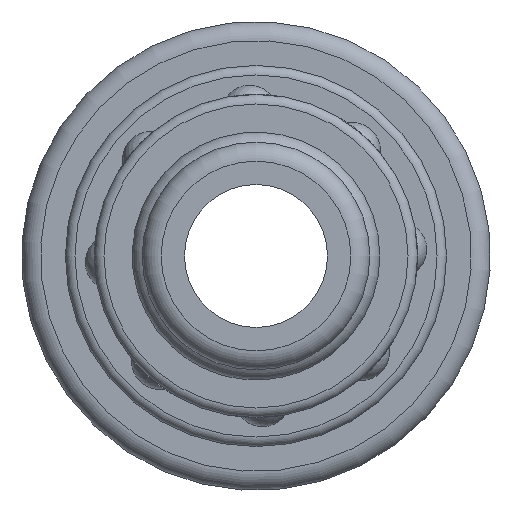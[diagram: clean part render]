
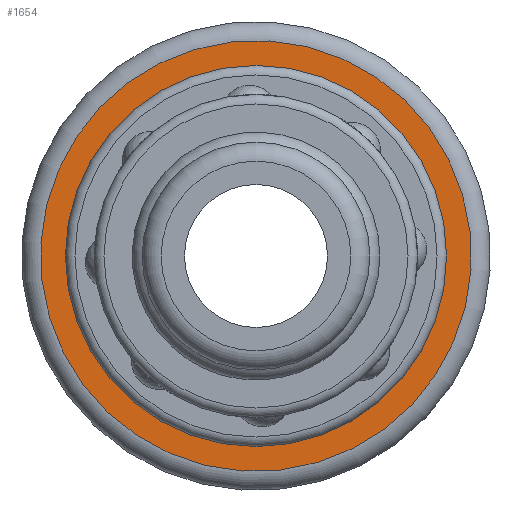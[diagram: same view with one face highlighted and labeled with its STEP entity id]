
A CAD part, left-side view. The second image highlights one B-rep face of the part: STEP entity #1654.
In plain terms, the highlighted planar face has unit normal (-1, 0, 0).
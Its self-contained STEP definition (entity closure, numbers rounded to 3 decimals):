
#90=FACE_BOUND('',#245,.T.);
#115=PLANE('',#1778);
#140=FACE_OUTER_BOUND('',#244,.T.);
#244=EDGE_LOOP('',(#1042));
#245=EDGE_LOOP('',(#1043,#1044,#1045,#1046,#1047,#1048,#1049,#1050,#1051,
#1052,#1053,#1054));
#373=LINE('',#2594,#435);
#374=LINE('',#2598,#436);
#375=LINE('',#2602,#437);
#376=LINE('',#2606,#438);
#377=LINE('',#2610,#439);
#378=LINE('',#2613,#440);
#435=VECTOR('',#2037,10.);
#436=VECTOR('',#2040,10.);
#437=VECTOR('',#2043,10.);
#438=VECTOR('',#2046,10.);
#439=VECTOR('',#2049,10.);
#440=VECTOR('',#2052,10.);
#498=CIRCLE('',#1779,11.301);
#499=CIRCLE('',#1780,8.3);
#500=CIRCLE('',#1781,8.3);
#501=CIRCLE('',#1782,8.3);
#502=CIRCLE('',#1783,8.3);
#503=CIRCLE('',#1784,8.3);
#504=CIRCLE('',#1785,8.3);
#641=VERTEX_POINT('',#2588);
#642=VERTEX_POINT('',#2590);
#643=VERTEX_POINT('',#2591);
#644=VERTEX_POINT('',#2593);
#645=VERTEX_POINT('',#2595);
#646=VERTEX_POINT('',#2597);
#647=VERTEX_POINT('',#2599);
#648=VERTEX_POINT('',#2601);
#649=VERTEX_POINT('',#2603);
#650=VERTEX_POINT('',#2605);
#651=VERTEX_POINT('',#2607);
#652=VERTEX_POINT('',#2609);
#653=VERTEX_POINT('',#2611);
#802=EDGE_CURVE('',#641,#641,#498,.T.);
#803=EDGE_CURVE('',#642,#643,#499,.T.);
#804=EDGE_CURVE('',#642,#644,#373,.T.);
#805=EDGE_CURVE('',#645,#644,#500,.T.);
#806=EDGE_CURVE('',#645,#646,#374,.T.);
#807=EDGE_CURVE('',#647,#646,#501,.T.);
#808=EDGE_CURVE('',#647,#648,#375,.T.);
#809=EDGE_CURVE('',#649,#648,#502,.T.);
#810=EDGE_CURVE('',#649,#650,#376,.T.);
#811=EDGE_CURVE('',#651,#650,#503,.T.);
#812=EDGE_CURVE('',#651,#652,#377,.T.);
#813=EDGE_CURVE('',#653,#652,#504,.T.);
#814=EDGE_CURVE('',#653,#643,#378,.T.);
#1042=ORIENTED_EDGE('',*,*,#802,.F.);
#1043=ORIENTED_EDGE('',*,*,#803,.F.);
#1044=ORIENTED_EDGE('',*,*,#804,.T.);
#1045=ORIENTED_EDGE('',*,*,#805,.F.);
#1046=ORIENTED_EDGE('',*,*,#806,.T.);
#1047=ORIENTED_EDGE('',*,*,#807,.F.);
#1048=ORIENTED_EDGE('',*,*,#808,.T.);
#1049=ORIENTED_EDGE('',*,*,#809,.F.);
#1050=ORIENTED_EDGE('',*,*,#810,.T.);
#1051=ORIENTED_EDGE('',*,*,#811,.F.);
#1052=ORIENTED_EDGE('',*,*,#812,.T.);
#1053=ORIENTED_EDGE('',*,*,#813,.F.);
#1054=ORIENTED_EDGE('',*,*,#814,.T.);
#1654=ADVANCED_FACE('',(#140,#90),#115,.T.);
#1778=AXIS2_PLACEMENT_3D('',#2587,#2031,#2032);
#1779=AXIS2_PLACEMENT_3D('',#2589,#2033,#2034);
#1780=AXIS2_PLACEMENT_3D('',#2592,#2035,#2036);
#1781=AXIS2_PLACEMENT_3D('',#2596,#2038,#2039);
#1782=AXIS2_PLACEMENT_3D('',#2600,#2041,#2042);
#1783=AXIS2_PLACEMENT_3D('',#2604,#2044,#2045);
#1784=AXIS2_PLACEMENT_3D('',#2608,#2047,#2048);
#1785=AXIS2_PLACEMENT_3D('',#2612,#2050,#2051);
#2031=DIRECTION('center_axis',(-1.,0.,0.));
#2032=DIRECTION('ref_axis',(0.,-0.688,0.725));
#2033=DIRECTION('center_axis',(1.,0.,0.));
#2034=DIRECTION('ref_axis',(0.,-0.688,0.725));
#2035=DIRECTION('center_axis',(-1.,0.,0.));
#2036=DIRECTION('ref_axis',(0.,0.638,0.77));
#2037=DIRECTION('',(0.,-0.77,0.638));
#2038=DIRECTION('center_axis',(-1.,0.,0.));
#2039=DIRECTION('ref_axis',(0.,0.638,0.77));
#2040=DIRECTION('',(0.,-0.938,-0.348));
#2041=DIRECTION('center_axis',(-1.,0.,0.));
#2042=DIRECTION('ref_axis',(0.,0.638,0.77));
#2043=DIRECTION('',(0.,-0.168,-0.986));
#2044=DIRECTION('center_axis',(-1.,0.,0.));
#2045=DIRECTION('ref_axis',(0.,0.638,0.77));
#2046=DIRECTION('',(0.,0.77,-0.638));
#2047=DIRECTION('center_axis',(-1.,0.,0.));
#2048=DIRECTION('ref_axis',(0.,0.638,0.77));
#2049=DIRECTION('',(0.,0.938,0.348));
#2050=DIRECTION('center_axis',(-1.,0.,0.));
#2051=DIRECTION('ref_axis',(0.,0.638,0.77));
#2052=DIRECTION('',(0.,0.168,0.986));
#2587=CARTESIAN_POINT('Origin',(42.4,0.,0.));
#2588=CARTESIAN_POINT('',(42.4,7.78,-8.197));
#2589=CARTESIAN_POINT('Origin',(42.4,0.,0.));
#2590=CARTESIAN_POINT('',(42.4,6.808,4.747));
#2591=CARTESIAN_POINT('',(42.4,8.258,0.837));
#2592=CARTESIAN_POINT('Origin',(42.4,0.,
0.));
#2593=CARTESIAN_POINT('',(42.4,3.404,7.57));
#2594=CARTESIAN_POINT('',(42.4,6.523,4.984));
#2595=CARTESIAN_POINT('',(42.4,-0.707,8.27));
#2596=CARTESIAN_POINT('Origin',(42.4,0.,
0.));
#2597=CARTESIAN_POINT('',(42.4,-4.854,6.733));
#2598=CARTESIAN_POINT('',(42.4,-3.,7.42));
#2599=CARTESIAN_POINT('',(42.4,-7.515,3.523));
#2600=CARTESIAN_POINT('Origin',(42.4,0.,
0.));
#2601=CARTESIAN_POINT('',(42.4,-8.258,-0.837));
#2602=CARTESIAN_POINT('',(42.4,-8.622,-2.979));
#2603=CARTESIAN_POINT('',(42.4,-6.808,-4.747));
#2604=CARTESIAN_POINT('Origin',(42.4,0.,
0.));
#2605=CARTESIAN_POINT('',(42.4,-3.404,-7.57));
#2606=CARTESIAN_POINT('',(42.4,-0.134,-10.281));
#2607=CARTESIAN_POINT('',(42.4,0.707,-8.27));
#2608=CARTESIAN_POINT('Origin',(42.4,0.,
0.));
#2609=CARTESIAN_POINT('',(42.4,4.854,-6.733));
#2610=CARTESIAN_POINT('',(42.4,6.891,-5.977));
#2611=CARTESIAN_POINT('',(42.4,7.515,-3.523));
#2612=CARTESIAN_POINT('Origin',(42.4,0.,
0.));
#2613=CARTESIAN_POINT('',(42.4,7.926,-1.112));
